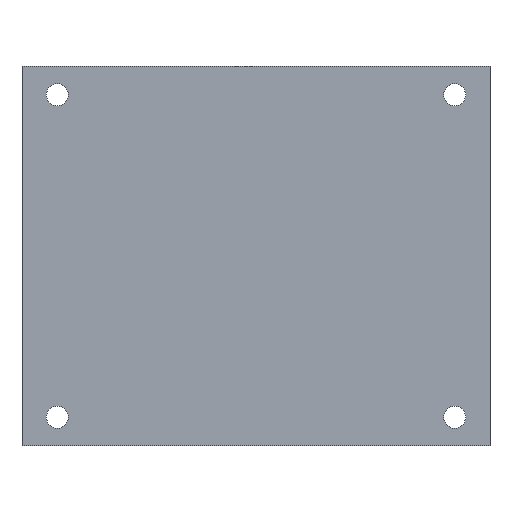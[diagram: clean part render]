
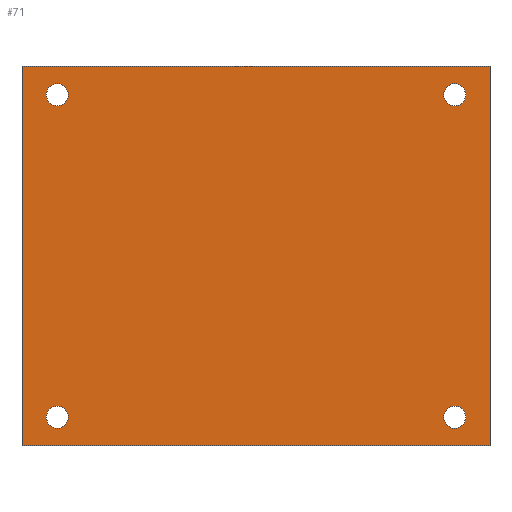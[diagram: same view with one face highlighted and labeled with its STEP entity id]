
A CAD part, front view. The second image highlights one B-rep face of the part: STEP entity #71.
In plain terms, the highlighted planar face has unit normal (0, -1, 0).
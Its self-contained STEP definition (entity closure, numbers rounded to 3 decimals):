
#1 = CARTESIAN_POINT ( 'NONE',  ( -22.494, 0., 18.25 ) ) ;
#2 = DIRECTION ( 'NONE',  ( 0., 1., 0. ) ) ;
#5 = EDGE_CURVE ( 'NONE', #588, #660, #454, .T. ) ;
#17 = CIRCLE ( 'NONE', #575, 1.25 ) ;
#24 = ORIENTED_EDGE ( 'NONE', *, *, #541, .T. ) ;
#27 = FACE_BOUND ( 'NONE', #190, .T. ) ;
#32 = LINE ( 'NONE', #628, #570 ) ;
#33 = LINE ( 'NONE', #269, #428 ) ;
#36 = EDGE_CURVE ( 'NONE', #413, #260, #445, .T. ) ;
#48 = EDGE_CURVE ( 'NONE', #77, #693, #585, .T. ) ;
#56 = ORIENTED_EDGE ( 'NONE', *, *, #5, .T. ) ;
#61 = EDGE_CURVE ( 'NONE', #260, #579, #32, .T. ) ;
#63 = DIRECTION ( 'NONE',  ( 0., 0., 1. ) ) ;
#67 = DIRECTION ( 'NONE',  ( 0., 0., 1. ) ) ;
#71 = ADVANCED_FACE ( 'NONE', ( #752, #27, #773, #711, #340 ), #256, .T. ) ;
#77 = VERTEX_POINT ( 'NONE', #479 ) ;
#78 = CARTESIAN_POINT ( 'NONE',  ( -22.494, 0., -18.25 ) ) ;
#85 = CARTESIAN_POINT ( 'NONE',  ( 22.494, 0., 18.25 ) ) ;
#88 = AXIS2_PLACEMENT_3D ( 'NONE', #113, #2, #608 ) ;
#89 = DIRECTION ( 'NONE',  ( -1., 0., 0. ) ) ;
#109 = DIRECTION ( 'NONE',  ( 0., 1., 0. ) ) ;
#113 = CARTESIAN_POINT ( 'NONE',  ( 22.494, 0., 18.25 ) ) ;
#114 = VERTEX_POINT ( 'NONE', #782 ) ;
#122 = DIRECTION ( 'NONE',  ( 0., 0., -1. ) ) ;
#124 = DIRECTION ( 'NONE',  ( 0., 1., 0. ) ) ;
#130 = AXIS2_PLACEMENT_3D ( 'NONE', #78, #609, #316 ) ;
#133 = EDGE_CURVE ( 'NONE', #439, #413, #772, .T. ) ;
#151 = EDGE_CURVE ( 'NONE', #464, #181, #235, .T. ) ;
#174 = EDGE_CURVE ( 'NONE', #660, #588, #471, .T. ) ;
#181 = VERTEX_POINT ( 'NONE', #367 ) ;
#186 = CARTESIAN_POINT ( 'NONE',  ( 22.494, 0., -19.5 ) ) ;
#190 = EDGE_LOOP ( 'NONE', ( #792, #455 ) ) ;
#207 = CARTESIAN_POINT ( 'NONE',  ( -22.494, 0., -17. ) ) ;
#217 = CARTESIAN_POINT ( 'NONE',  ( 22.494, 0., -18.25 ) ) ;
#219 = DIRECTION ( 'NONE',  ( 0., 0., 1. ) ) ;
#220 = CARTESIAN_POINT ( 'NONE',  ( 22.494, 0., -18.25 ) ) ;
#235 = CIRCLE ( 'NONE', #387, 1.25 ) ;
#256 = PLANE ( 'NONE',  #311 ) ;
#260 = VERTEX_POINT ( 'NONE', #317 ) ;
#269 = CARTESIAN_POINT ( 'NONE',  ( -26.5, 0., 21.5 ) ) ;
#281 = EDGE_LOOP ( 'NONE', ( #344, #24 ) ) ;
#288 = VECTOR ( 'NONE', #122, 1000. ) ;
#289 = AXIS2_PLACEMENT_3D ( 'NONE', #85, #323, #219 ) ;
#311 = AXIS2_PLACEMENT_3D ( 'NONE', #667, #419, #376 ) ;
#316 = DIRECTION ( 'NONE',  ( 0., 0., 1. ) ) ;
#317 = CARTESIAN_POINT ( 'NONE',  ( 26.5, 0., -21.5 ) ) ;
#323 = DIRECTION ( 'NONE',  ( 0., 1., 0. ) ) ;
#324 = AXIS2_PLACEMENT_3D ( 'NONE', #220, #405, #788 ) ;
#339 = DIRECTION ( 'NONE',  ( 0., 1., 0. ) ) ;
#340 = FACE_OUTER_BOUND ( 'NONE', #666, .T. ) ;
#344 = ORIENTED_EDGE ( 'NONE', *, *, #48, .T. ) ;
#351 = AXIS2_PLACEMENT_3D ( 'NONE', #217, #339, #539 ) ;
#360 = DIRECTION ( 'NONE',  ( 0., 1., 0. ) ) ;
#367 = CARTESIAN_POINT ( 'NONE',  ( -22.494, 0., -19.5 ) ) ;
#368 = EDGE_CURVE ( 'NONE', #579, #439, #33, .T. ) ;
#375 = ORIENTED_EDGE ( 'NONE', *, *, #151, .T. ) ;
#376 = DIRECTION ( 'NONE',  ( 0., 0., -1. ) ) ;
#380 = CARTESIAN_POINT ( 'NONE',  ( 22.494, 0., 17. ) ) ;
#387 = AXIS2_PLACEMENT_3D ( 'NONE', #745, #360, #67 ) ;
#395 = ORIENTED_EDGE ( 'NONE', *, *, #133, .F. ) ;
#403 = CARTESIAN_POINT ( 'NONE',  ( -26.5, 0., -21.5 ) ) ;
#405 = DIRECTION ( 'NONE',  ( 0., 1., 0. ) ) ;
#410 = EDGE_CURVE ( 'NONE', #114, #466, #635, .T. ) ;
#413 = VERTEX_POINT ( 'NONE', #567 ) ;
#419 = DIRECTION ( 'NONE',  ( 0., -1., 0. ) ) ;
#428 = VECTOR ( 'NONE', #769, 1000. ) ;
#439 = VERTEX_POINT ( 'NONE', #754 ) ;
#445 = LINE ( 'NONE', #630, #288 ) ;
#454 = CIRCLE ( 'NONE', #324, 1.25 ) ;
#455 = ORIENTED_EDGE ( 'NONE', *, *, #481, .T. ) ;
#464 = VERTEX_POINT ( 'NONE', #207 ) ;
#466 = VERTEX_POINT ( 'NONE', #380 ) ;
#471 = CIRCLE ( 'NONE', #351, 1.25 ) ;
#479 = CARTESIAN_POINT ( 'NONE',  ( -22.494, 0., 19.5 ) ) ;
#481 = EDGE_CURVE ( 'NONE', #466, #114, #536, .T. ) ;
#491 = AXIS2_PLACEMENT_3D ( 'NONE', #1, #124, #63 ) ;
#504 = EDGE_LOOP ( 'NONE', ( #375, #590 ) ) ;
#520 = EDGE_LOOP ( 'NONE', ( #56, #702 ) ) ;
#524 = CIRCLE ( 'NONE', #130, 1.25 ) ;
#536 = CIRCLE ( 'NONE', #88, 1.25 ) ;
#537 = CARTESIAN_POINT ( 'NONE',  ( -22.494, 0., 18.25 ) ) ;
#539 = DIRECTION ( 'NONE',  ( 0., 0., 1. ) ) ;
#541 = EDGE_CURVE ( 'NONE', #693, #77, #17, .T. ) ;
#567 = CARTESIAN_POINT ( 'NONE',  ( 26.5, 0., 21.5 ) ) ;
#570 = VECTOR ( 'NONE', #89, 1000. ) ;
#575 = AXIS2_PLACEMENT_3D ( 'NONE', #537, #109, #726 ) ;
#579 = VERTEX_POINT ( 'NONE', #403 ) ;
#581 = ORIENTED_EDGE ( 'NONE', *, *, #368, .F. ) ;
#585 = CIRCLE ( 'NONE', #491, 1.25 ) ;
#588 = VERTEX_POINT ( 'NONE', #606 ) ;
#590 = ORIENTED_EDGE ( 'NONE', *, *, #770, .T. ) ;
#595 = DIRECTION ( 'NONE',  ( 1., 0., 0. ) ) ;
#606 = CARTESIAN_POINT ( 'NONE',  ( 22.494, 0., -17. ) ) ;
#608 = DIRECTION ( 'NONE',  ( 0., 0., 1. ) ) ;
#609 = DIRECTION ( 'NONE',  ( 0., 1., 0. ) ) ;
#628 = CARTESIAN_POINT ( 'NONE',  ( -26.5, 0., -21.5 ) ) ;
#630 = CARTESIAN_POINT ( 'NONE',  ( 26.5, 0., 21.5 ) ) ;
#632 = ORIENTED_EDGE ( 'NONE', *, *, #36, .F. ) ;
#635 = CIRCLE ( 'NONE', #289, 1.25 ) ;
#660 = VERTEX_POINT ( 'NONE', #186 ) ;
#666 = EDGE_LOOP ( 'NONE', ( #632, #395, #581, #712 ) ) ;
#667 = CARTESIAN_POINT ( 'NONE',  ( 0., 0., 0. ) ) ;
#686 = VECTOR ( 'NONE', #595, 1000. ) ;
#693 = VERTEX_POINT ( 'NONE', #737 ) ;
#702 = ORIENTED_EDGE ( 'NONE', *, *, #174, .T. ) ;
#711 = FACE_BOUND ( 'NONE', #504, .T. ) ;
#712 = ORIENTED_EDGE ( 'NONE', *, *, #61, .F. ) ;
#726 = DIRECTION ( 'NONE',  ( 0., 0., 1. ) ) ;
#737 = CARTESIAN_POINT ( 'NONE',  ( -22.494, 0., 17. ) ) ;
#745 = CARTESIAN_POINT ( 'NONE',  ( -22.494, 0., -18.25 ) ) ;
#752 = FACE_BOUND ( 'NONE', #520, .T. ) ;
#754 = CARTESIAN_POINT ( 'NONE',  ( -26.5, 0., 21.5 ) ) ;
#769 = DIRECTION ( 'NONE',  ( 0., 0., 1. ) ) ;
#770 = EDGE_CURVE ( 'NONE', #181, #464, #524, .T. ) ;
#772 = LINE ( 'NONE', #778, #686 ) ;
#773 = FACE_BOUND ( 'NONE', #281, .T. ) ;
#778 = CARTESIAN_POINT ( 'NONE',  ( -26.5, 0., 21.5 ) ) ;
#782 = CARTESIAN_POINT ( 'NONE',  ( 22.494, 0., 19.5 ) ) ;
#788 = DIRECTION ( 'NONE',  ( 0., 0., 1. ) ) ;
#792 = ORIENTED_EDGE ( 'NONE', *, *, #410, .T. ) ;
